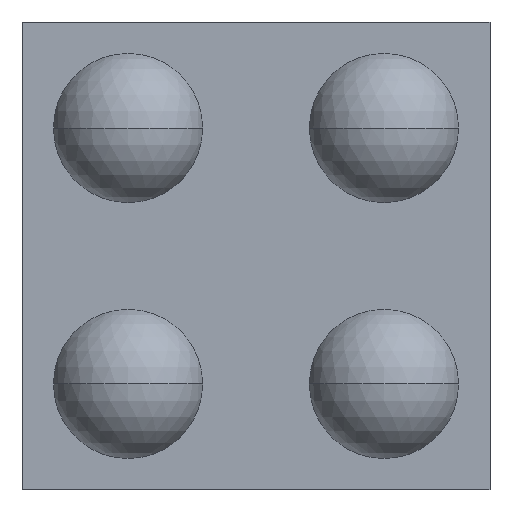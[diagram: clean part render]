
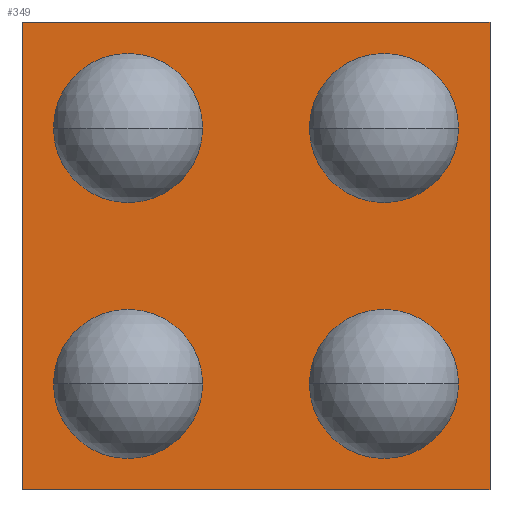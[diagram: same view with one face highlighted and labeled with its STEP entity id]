
A CAD part, front view. The second image highlights one B-rep face of the part: STEP entity #349.
In plain terms, the highlighted planar face has unit normal (0, -1, 0).
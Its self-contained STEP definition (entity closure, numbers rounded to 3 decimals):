
#49 = EDGE_CURVE ( 'NONE', #580, #428, #508, .T. ) ;
#53 = ORIENTED_EDGE ( 'NONE', *, *, #651, .T. ) ;
#76 = CARTESIAN_POINT ( 'NONE',  ( 0.32, 0.08, 0.32 ) ) ;
#89 = CARTESIAN_POINT ( 'NONE',  ( 0.32, 0.08, -0.32 ) ) ;
#144 = CARTESIAN_POINT ( 'NONE',  ( 0.32, 0.08, 0.32 ) ) ;
#195 = DIRECTION ( 'NONE',  ( 1., 0., 0. ) ) ;
#199 = DIRECTION ( 'NONE',  ( 0., 0., 1. ) ) ;
#208 = ORIENTED_EDGE ( 'NONE', *, *, #49, .T. ) ;
#215 = EDGE_CURVE ( 'NONE', #510, #680, #367, .T. ) ;
#240 = DIRECTION ( 'NONE',  ( 0., 0., 1. ) ) ;
#253 = EDGE_LOOP ( 'NONE', ( #381, #208, #53, #316 ) ) ;
#265 = FACE_OUTER_BOUND ( 'NONE', #253, .T. ) ;
#290 = LINE ( 'NONE', #144, #380 ) ;
#316 = ORIENTED_EDGE ( 'NONE', *, *, #215, .T. ) ;
#321 = CARTESIAN_POINT ( 'NONE',  ( 0.32, 0.08, 0.32 ) ) ;
#336 = VECTOR ( 'NONE', #491, 1000. ) ;
#337 = EDGE_CURVE ( 'NONE', #680, #580, #584, .T. ) ;
#349 = ADVANCED_FACE ( 'NONE', ( #265 ), #463, .F. ) ;
#359 = DIRECTION ( 'NONE',  ( 0., 0., -1. ) ) ;
#362 = CARTESIAN_POINT ( 'NONE',  ( -0.32, 0.08, 0.32 ) ) ;
#367 = LINE ( 'NONE', #321, #336 ) ;
#380 = VECTOR ( 'NONE', #199, 1000. ) ;
#381 = ORIENTED_EDGE ( 'NONE', *, *, #337, .T. ) ;
#428 = VERTEX_POINT ( 'NONE', #583 ) ;
#463 = PLANE ( 'NONE',  #603 ) ;
#491 = DIRECTION ( 'NONE',  ( -1., 0., 0. ) ) ;
#508 = LINE ( 'NONE', #89, #626 ) ;
#510 = VERTEX_POINT ( 'NONE', #76 ) ;
#573 = DIRECTION ( 'NONE',  ( 0., 1., 0. ) ) ;
#580 = VERTEX_POINT ( 'NONE', #685 ) ;
#583 = CARTESIAN_POINT ( 'NONE',  ( 0.32, 0.08, -0.32 ) ) ;
#584 = LINE ( 'NONE', #362, #631 ) ;
#603 = AXIS2_PLACEMENT_3D ( 'NONE', #675, #573, #240 ) ;
#626 = VECTOR ( 'NONE', #195, 1000. ) ;
#631 = VECTOR ( 'NONE', #359, 1000. ) ;
#651 = EDGE_CURVE ( 'NONE', #428, #510, #290, .T. ) ;
#660 = CARTESIAN_POINT ( 'NONE',  ( -0.32, 0.08, 0.32 ) ) ;
#675 = CARTESIAN_POINT ( 'NONE',  ( 0., 0.08, 0. ) ) ;
#680 = VERTEX_POINT ( 'NONE', #660 ) ;
#685 = CARTESIAN_POINT ( 'NONE',  ( -0.32, 0.08, -0.32 ) ) ;
